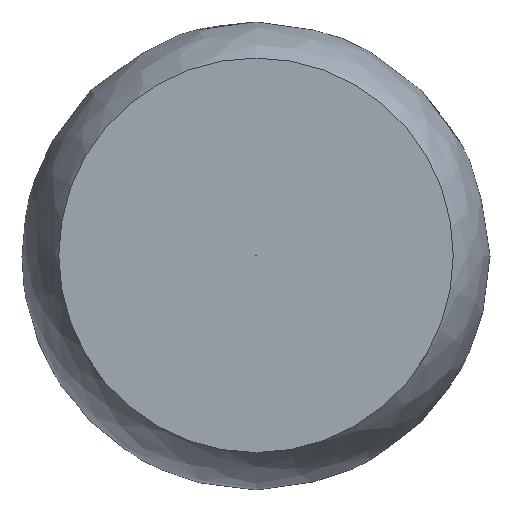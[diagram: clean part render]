
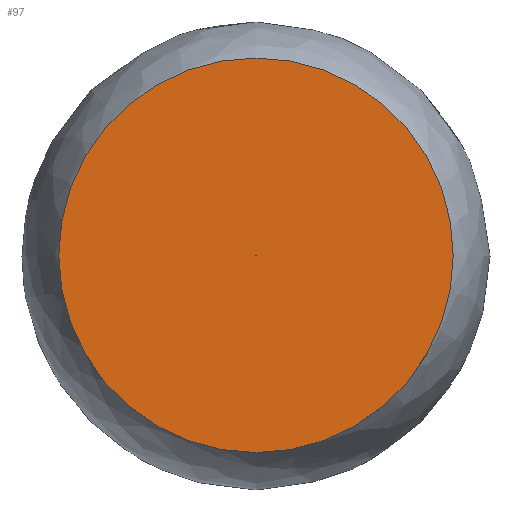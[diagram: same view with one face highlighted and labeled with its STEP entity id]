
A CAD part, top view. The second image highlights one B-rep face of the part: STEP entity #97.
In plain terms, the highlighted planar face has unit normal (0, 0, 1).
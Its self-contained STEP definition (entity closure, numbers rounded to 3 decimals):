
#15=FACE_BOUND('',#34,.T.);
#17=PLANE('',#119);
#27=FACE_OUTER_BOUND('',#33,.T.);
#33=EDGE_LOOP('',(#80));
#34=EDGE_LOOP('',(#81));
#41=CIRCLE('',#118,7.501);
#42=CIRCLE('',#120,0.001);
#53=VERTEX_POINT('',#610);
#54=VERTEX_POINT('',#614);
#62=EDGE_CURVE('',#53,#53,#41,.T.);
#64=EDGE_CURVE('',#54,#54,#42,.T.);
#80=ORIENTED_EDGE('',*,*,#62,.T.);
#81=ORIENTED_EDGE('',*,*,#64,.F.);
#97=ADVANCED_FACE('',(#27,#15),#17,.T.);
#118=AXIS2_PLACEMENT_3D('',#611,#134,#135);
#119=AXIS2_PLACEMENT_3D('',#613,#137,#138);
#120=AXIS2_PLACEMENT_3D('',#615,#139,#140);
#134=DIRECTION('center_axis',(0.,0.,1.));
#135=DIRECTION('ref_axis',(1.,0.,0.));
#137=DIRECTION('center_axis',(0.,0.,1.));
#138=DIRECTION('ref_axis',(1.,0.,0.));
#139=DIRECTION('center_axis',(0.,0.,1.));
#140=DIRECTION('ref_axis',(1.,0.,0.));
#610=CARTESIAN_POINT('',(0.,7.602,26.72));
#611=CARTESIAN_POINT('Origin',(0.,0.101,26.72));
#613=CARTESIAN_POINT('Origin',(0.,0.101,26.72));
#614=CARTESIAN_POINT('',(0.,0.102,26.72));
#615=CARTESIAN_POINT('Origin',(0.,0.101,26.72));
